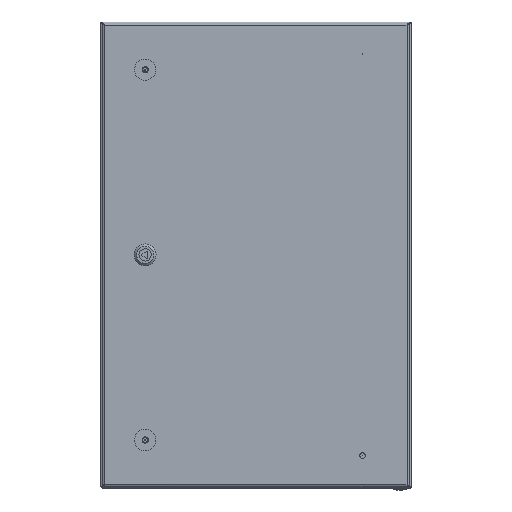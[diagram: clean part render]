
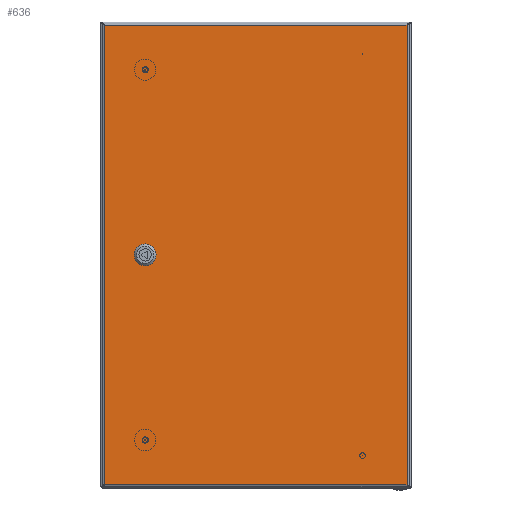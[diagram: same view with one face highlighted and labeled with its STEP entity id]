
A CAD part, top view. The second image highlights one B-rep face of the part: STEP entity #636.
In plain terms, the highlighted face is planar.
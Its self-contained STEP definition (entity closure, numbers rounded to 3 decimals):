
#207 = AXIS2_PLACEMENT_3D ( 'NONE', #20088, #34438, #19179 ) ;
#296 = VECTOR ( 'NONE', #60037, 1000. ) ;
#636 = ADVANCED_FACE ( 'NONE', ( #24812, #33263, #52231, #33562, #9566, #28567 ), #47577, .F. ) ;
#2575 = ORIENTED_EDGE ( 'NONE', *, *, #48907, .T. ) ;
#3107 = VECTOR ( 'NONE', #48735, 1000. ) ;
#3147 = VERTEX_POINT ( 'NONE', #44551 ) ;
#3902 = DIRECTION ( 'NONE',  ( 1., 0., 0. ) ) ;
#4535 = VERTEX_POINT ( 'NONE', #51994 ) ;
#5748 = EDGE_CURVE ( 'NONE', #24701, #43707, #18863, .T. ) ;
#6251 = CARTESIAN_POINT ( 'NONE',  ( -138., 258.5, -1. ) ) ;
#6647 = VERTEX_POINT ( 'NONE', #15089 ) ;
#6671 = ORIENTED_EDGE ( 'NONE', *, *, #40966, .T. ) ;
#6789 = CIRCLE ( 'NONE', #40611, 0.5 ) ;
#6828 = EDGE_LOOP ( 'NONE', ( #45919 ) ) ;
#7342 = CARTESIAN_POINT ( 'NONE',  ( 194.8, -295.8, -1. ) ) ;
#7358 = EDGE_CURVE ( 'NONE', #51995, #28805, #37509, .T. ) ;
#7620 = EDGE_CURVE ( 'NONE', #61298, #28805, #39184, .T. ) ;
#7895 = CIRCLE ( 'NONE', #9837, 0.5 ) ;
#8408 = EDGE_CURVE ( 'NONE', #4535, #3147, #51531, .T. ) ;
#9110 = CIRCLE ( 'NONE', #25021, 11.25 ) ;
#9168 = DIRECTION ( 'NONE',  ( 0., 1., 0. ) ) ;
#9454 = CARTESIAN_POINT ( 'NONE',  ( 1492.5, -295.8, -1. ) ) ;
#9566 = FACE_OUTER_BOUND ( 'NONE', #22816, .T. ) ;
#9837 = AXIS2_PLACEMENT_3D ( 'NONE', #21995, #55634, #3902 ) ;
#10917 = ORIENTED_EDGE ( 'NONE', *, *, #27663, .T. ) ;
#10950 = ORIENTED_EDGE ( 'NONE', *, *, #7358, .T. ) ;
#11626 = EDGE_CURVE ( 'NONE', #16120, #16120, #23109, .T. ) ;
#11653 = CARTESIAN_POINT ( 'NONE',  ( 1492.5, 295.8, -1. ) ) ;
#12697 = EDGE_CURVE ( 'NONE', #34922, #24701, #22042, .T. ) ;
#12808 = CARTESIAN_POINT ( 'NONE',  ( -194.8, -295.8, -1. ) ) ;
#14385 = LINE ( 'NONE', #47405, #48063 ) ;
#14954 = ORIENTED_EDGE ( 'NONE', *, *, #7620, .F. ) ;
#15008 = VERTEX_POINT ( 'NONE', #6251 ) ;
#15089 = CARTESIAN_POINT ( 'NONE',  ( 143., 238.5, -1. ) ) ;
#15132 = CARTESIAN_POINT ( 'NONE',  ( 142.5, -238.5, -1. ) ) ;
#15191 = DIRECTION ( 'NONE',  ( 0., -1., 0. ) ) ;
#15987 = EDGE_LOOP ( 'NONE', ( #44555, #18802, #6671, #10917, #2575, #52264, #28472, #61123 ) ) ;
#16075 = DIRECTION ( 'NONE',  ( 1., 0., 0. ) ) ;
#16120 = VERTEX_POINT ( 'NONE', #25461 ) ;
#18096 = ORIENTED_EDGE ( 'NONE', *, *, #51360, .T. ) ;
#18802 = ORIENTED_EDGE ( 'NONE', *, *, #60782, .T. ) ;
#18863 = CIRCLE ( 'NONE', #35789, 11.25 ) ;
#19179 = DIRECTION ( 'NONE',  ( 1., 0., 0. ) ) ;
#19356 = CARTESIAN_POINT ( 'NONE',  ( 142., -238.5, -1. ) ) ;
#19728 = CARTESIAN_POINT ( 'NONE',  ( 152.75, 4.637, -1. ) ) ;
#19821 = VECTOR ( 'NONE', #15191, 1000. ) ;
#20088 = CARTESIAN_POINT ( 'NONE',  ( -137.5, -258.5, -1. ) ) ;
#20227 = CARTESIAN_POINT ( 'NONE',  ( 132.25, -4.637, -1. ) ) ;
#20768 = VERTEX_POINT ( 'NONE', #20227 ) ;
#20779 = LINE ( 'NONE', #57874, #19821 ) ;
#21962 = CARTESIAN_POINT ( 'NONE',  ( 147.137, -10.25, -1. ) ) ;
#21995 = CARTESIAN_POINT ( 'NONE',  ( 142.5, 238.5, -1. ) ) ;
#22042 = LINE ( 'NONE', #44792, #296 ) ;
#22268 = CARTESIAN_POINT ( 'NONE',  ( -194.8, 295.8, -1. ) ) ;
#22599 = EDGE_CURVE ( 'NONE', #6647, #6647, #7895, .T. ) ;
#22816 = EDGE_LOOP ( 'NONE', ( #14954, #46319, #18096, #10950 ) ) ;
#22953 = ORIENTED_EDGE ( 'NONE', *, *, #22599, .T. ) ;
#23109 = CIRCLE ( 'NONE', #207, 0.5 ) ;
#24701 = VERTEX_POINT ( 'NONE', #59557 ) ;
#24812 = FACE_BOUND ( 'NONE', #59621, .T. ) ;
#25004 = DIRECTION ( 'NONE',  ( 1., 0., 0. ) ) ;
#25021 = AXIS2_PLACEMENT_3D ( 'NONE', #50586, #45934, #41254 ) ;
#25461 = CARTESIAN_POINT ( 'NONE',  ( -137., -258.5, -1. ) ) ;
#27521 = ORIENTED_EDGE ( 'NONE', *, *, #39059, .T. ) ;
#27663 = EDGE_CURVE ( 'NONE', #34939, #57644, #58721, .T. ) ;
#28456 = DIRECTION ( 'NONE',  ( -1., 0., 0. ) ) ;
#28472 = ORIENTED_EDGE ( 'NONE', *, *, #56514, .T. ) ;
#28567 = FACE_BOUND ( 'NONE', #15987, .T. ) ;
#28805 = VERTEX_POINT ( 'NONE', #12808 ) ;
#29677 = DIRECTION ( 'NONE',  ( 0., 0., 1. ) ) ;
#29858 = EDGE_LOOP ( 'NONE', ( #22953 ) ) ;
#31965 = VECTOR ( 'NONE', #33910, 1000. ) ;
#33263 = FACE_BOUND ( 'NONE', #29858, .T. ) ;
#33562 = FACE_BOUND ( 'NONE', #61518, .T. ) ;
#33634 = ORIENTED_EDGE ( 'NONE', *, *, #11626, .T. ) ;
#33910 = DIRECTION ( 'NONE',  ( 0., -1., 0. ) ) ;
#34438 = DIRECTION ( 'NONE',  ( 0., 0., 1. ) ) ;
#34676 = CARTESIAN_POINT ( 'NONE',  ( 142.5, 0., -1. ) ) ;
#34922 = VERTEX_POINT ( 'NONE', #46863 ) ;
#34939 = VERTEX_POINT ( 'NONE', #53036 ) ;
#35789 = AXIS2_PLACEMENT_3D ( 'NONE', #37765, #38674, #47724 ) ;
#37509 = LINE ( 'NONE', #9454, #46858 ) ;
#37765 = CARTESIAN_POINT ( 'NONE',  ( 142.5, 0., -1. ) ) ;
#38258 = CARTESIAN_POINT ( 'NONE',  ( 132.25, 4.637, -1. ) ) ;
#38674 = DIRECTION ( 'NONE',  ( 0., 0., 1. ) ) ;
#39059 = EDGE_CURVE ( 'NONE', #61437, #61437, #55236, .T. ) ;
#39184 = LINE ( 'NONE', #42959, #31965 ) ;
#40611 = AXIS2_PLACEMENT_3D ( 'NONE', #56870, #42854, #52787 ) ;
#40966 = EDGE_CURVE ( 'NONE', #20768, #34939, #43490, .T. ) ;
#40976 = DIRECTION ( 'NONE',  ( 1., 0., 0. ) ) ;
#41254 = DIRECTION ( 'NONE',  ( 1., 0., 0. ) ) ;
#41362 = CARTESIAN_POINT ( 'NONE',  ( 194.8, 295.8, -1. ) ) ;
#42073 = DIRECTION ( 'NONE',  ( 1., 0., 0. ) ) ;
#42134 = DIRECTION ( 'NONE',  ( 0., -1., 0. ) ) ;
#42854 = DIRECTION ( 'NONE',  ( 0., 0., 1. ) ) ;
#42959 = CARTESIAN_POINT ( 'NONE',  ( -194.8, 1791., -1. ) ) ;
#43065 = EDGE_CURVE ( 'NONE', #15008, #15008, #6789, .T. ) ;
#43368 = CIRCLE ( 'NONE', #48343, 11.25 ) ;
#43487 = DIRECTION ( 'NONE',  ( 0., 0., 1. ) ) ;
#43490 = CIRCLE ( 'NONE', #48409, 11.25 ) ;
#43707 = VERTEX_POINT ( 'NONE', #38258 ) ;
#44551 = CARTESIAN_POINT ( 'NONE',  ( 152.75, 4.637, -1. ) ) ;
#44555 = ORIENTED_EDGE ( 'NONE', *, *, #5748, .T. ) ;
#44792 = CARTESIAN_POINT ( 'NONE',  ( 147.137, 10.25, -1. ) ) ;
#45919 = ORIENTED_EDGE ( 'NONE', *, *, #43065, .T. ) ;
#45934 = DIRECTION ( 'NONE',  ( 0., 0., 1. ) ) ;
#46136 = DIRECTION ( 'NONE',  ( 0., 0., 1. ) ) ;
#46319 = ORIENTED_EDGE ( 'NONE', *, *, #48791, .F. ) ;
#46858 = VECTOR ( 'NONE', #28456, 1000. ) ;
#46863 = CARTESIAN_POINT ( 'NONE',  ( 147.137, 10.25, -1. ) ) ;
#47405 = CARTESIAN_POINT ( 'NONE',  ( 194.8, 1791., -1. ) ) ;
#47577 = PLANE ( 'NONE',  #57153 ) ;
#47724 = DIRECTION ( 'NONE',  ( 1., 0., 0. ) ) ;
#48063 = VECTOR ( 'NONE', #42134, 1000. ) ;
#48343 = AXIS2_PLACEMENT_3D ( 'NONE', #34676, #29677, #25004 ) ;
#48409 = AXIS2_PLACEMENT_3D ( 'NONE', #60761, #46136, #42073 ) ;
#48735 = DIRECTION ( 'NONE',  ( -1., 0., 0. ) ) ;
#48791 = EDGE_CURVE ( 'NONE', #58759, #61298, #49034, .T. ) ;
#48794 = DIRECTION ( 'NONE',  ( 0., 0., 1. ) ) ;
#48907 = EDGE_CURVE ( 'NONE', #57644, #4535, #9110, .T. ) ;
#49034 = LINE ( 'NONE', #11653, #3107 ) ;
#50586 = CARTESIAN_POINT ( 'NONE',  ( 142.5, 0., -1. ) ) ;
#50705 = VECTOR ( 'NONE', #9168, 1000. ) ;
#50982 = VECTOR ( 'NONE', #40976, 1000. ) ;
#51229 = AXIS2_PLACEMENT_3D ( 'NONE', #15132, #43487, #56905 ) ;
#51360 = EDGE_CURVE ( 'NONE', #58759, #51995, #14385, .T. ) ;
#51531 = LINE ( 'NONE', #19728, #50705 ) ;
#51994 = CARTESIAN_POINT ( 'NONE',  ( 152.75, -4.637, -1. ) ) ;
#51995 = VERTEX_POINT ( 'NONE', #7342 ) ;
#52231 = FACE_BOUND ( 'NONE', #6828, .T. ) ;
#52264 = ORIENTED_EDGE ( 'NONE', *, *, #8408, .T. ) ;
#52538 = CARTESIAN_POINT ( 'NONE',  ( 0., 0., -1. ) ) ;
#52787 = DIRECTION ( 'NONE',  ( -1., 0., 0. ) ) ;
#53036 = CARTESIAN_POINT ( 'NONE',  ( 137.863, -10.25, -1. ) ) ;
#55236 = CIRCLE ( 'NONE', #51229, 0.5 ) ;
#55634 = DIRECTION ( 'NONE',  ( 0., 0., 1. ) ) ;
#56514 = EDGE_CURVE ( 'NONE', #3147, #34922, #43368, .T. ) ;
#56870 = CARTESIAN_POINT ( 'NONE',  ( -137.5, 258.5, -1. ) ) ;
#56905 = DIRECTION ( 'NONE',  ( -1., 0., 0. ) ) ;
#57153 = AXIS2_PLACEMENT_3D ( 'NONE', #52538, #48794, #16075 ) ;
#57644 = VERTEX_POINT ( 'NONE', #61493 ) ;
#57874 = CARTESIAN_POINT ( 'NONE',  ( 132.25, 4.637, -1. ) ) ;
#58721 = LINE ( 'NONE', #21962, #50982 ) ;
#58759 = VERTEX_POINT ( 'NONE', #41362 ) ;
#59557 = CARTESIAN_POINT ( 'NONE',  ( 137.863, 10.25, -1. ) ) ;
#59621 = EDGE_LOOP ( 'NONE', ( #27521 ) ) ;
#60037 = DIRECTION ( 'NONE',  ( -1., 0., 0. ) ) ;
#60761 = CARTESIAN_POINT ( 'NONE',  ( 142.5, 0., -1. ) ) ;
#60782 = EDGE_CURVE ( 'NONE', #43707, #20768, #20779, .T. ) ;
#61123 = ORIENTED_EDGE ( 'NONE', *, *, #12697, .T. ) ;
#61298 = VERTEX_POINT ( 'NONE', #22268 ) ;
#61437 = VERTEX_POINT ( 'NONE', #19356 ) ;
#61493 = CARTESIAN_POINT ( 'NONE',  ( 147.137, -10.25, -1. ) ) ;
#61518 = EDGE_LOOP ( 'NONE', ( #33634 ) ) ;
